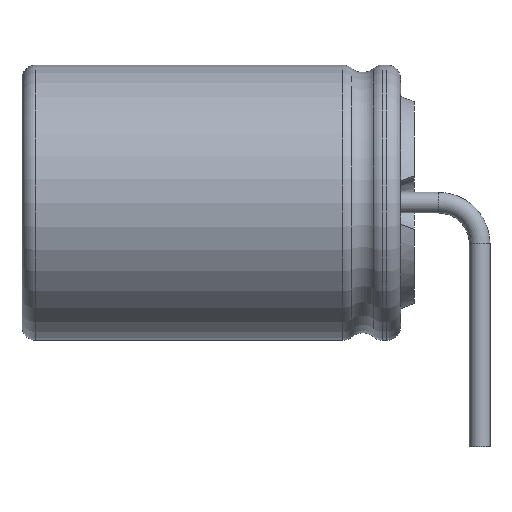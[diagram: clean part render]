
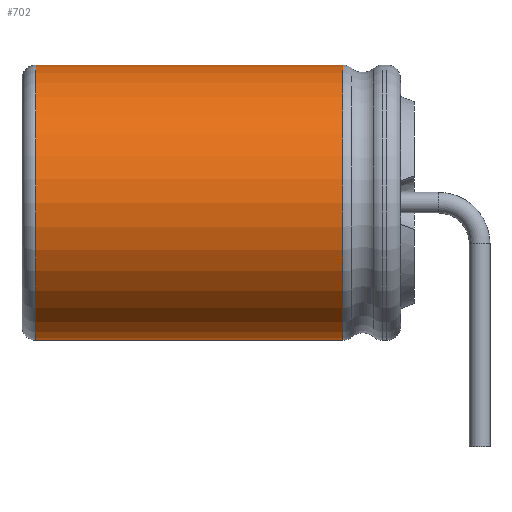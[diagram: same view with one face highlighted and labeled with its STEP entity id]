
A CAD part, front view. The second image highlights one B-rep face of the part: STEP entity #702.
In plain terms, the highlighted cylindrical face has radius 4 mm (diameter 8 mm), a full revolution.
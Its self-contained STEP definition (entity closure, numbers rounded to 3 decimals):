
#23=LINE('',#1078,#79);
#79=VECTOR('',#877,4.);
#135=CYLINDRICAL_SURFACE('',#772,4.);
#162=FACE_OUTER_BOUND('',#207,.T.);
#207=EDGE_LOOP('',(#461,#462,#463,#464));
#258=CIRCLE('',#770,4.);
#260=CIRCLE('',#773,4.);
#290=VERTEX_POINT('',#1072);
#291=VERTEX_POINT('',#1076);
#354=EDGE_CURVE('',#290,#290,#258,.T.);
#356=EDGE_CURVE('',#291,#291,#260,.T.);
#357=EDGE_CURVE('',#291,#290,#23,.T.);
#461=ORIENTED_EDGE('',*,*,#356,.F.);
#462=ORIENTED_EDGE('',*,*,#357,.T.);
#463=ORIENTED_EDGE('',*,*,#354,.T.);
#464=ORIENTED_EDGE('',*,*,#357,.F.);
#702=ADVANCED_FACE('',(#162),#135,.T.);
#770=AXIS2_PLACEMENT_3D('',#1073,#869,#870);
#772=AXIS2_PLACEMENT_3D('',#1075,#873,#874);
#773=AXIS2_PLACEMENT_3D('',#1077,#875,#876);
#869=DIRECTION('center_axis',(-1.,0.,0.));
#870=DIRECTION('ref_axis',(0.,0.94,-0.342));
#873=DIRECTION('center_axis',(-1.,0.,0.));
#874=DIRECTION('ref_axis',(0.,0.94,-0.342));
#875=DIRECTION('center_axis',(-1.,0.,0.));
#876=DIRECTION('ref_axis',(0.,0.94,-0.342));
#877=DIRECTION('',(1.,0.,0.));
#1072=CARTESIAN_POINT('',(-3.976,-3.759,5.468));
#1073=CARTESIAN_POINT('Origin',(-3.976,0.,
4.1));
#1075=CARTESIAN_POINT('Origin',(-3.976,0.,
4.1));
#1076=CARTESIAN_POINT('',(-12.9,-3.759,5.468));
#1077=CARTESIAN_POINT('Origin',(-12.9,0.,4.1));
#1078=CARTESIAN_POINT('',(-3.976,-3.759,5.468));
